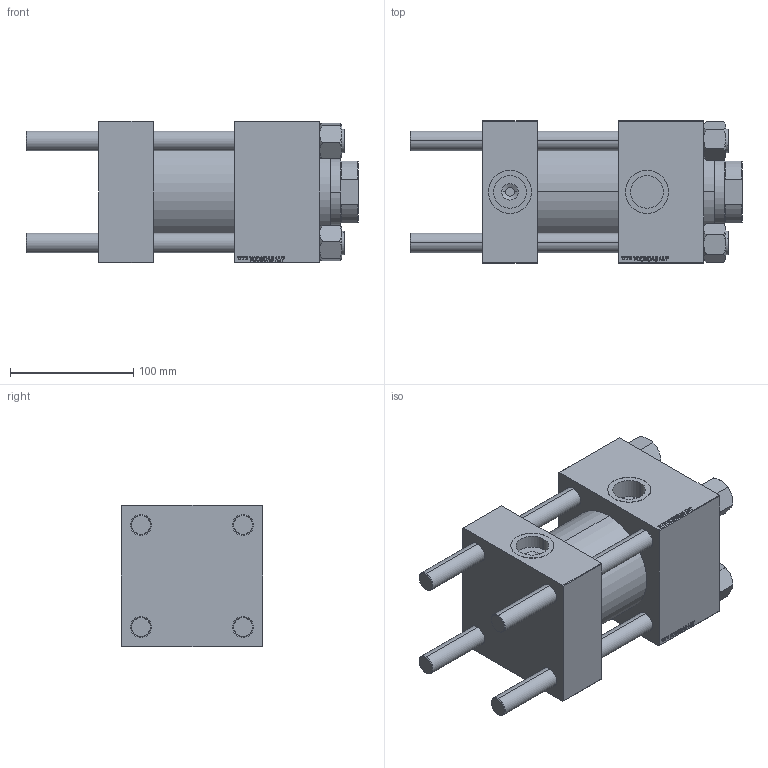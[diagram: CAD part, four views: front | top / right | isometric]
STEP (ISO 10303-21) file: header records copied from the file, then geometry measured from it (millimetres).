
FILE_DESCRIPTION (( 'STEP AP203' ), '1' );
FILE_NAME ('fb09.STEP', '2022-04-16T14:16:01', ( '' ), ( '' ), 'SwSTEP 2.0', 'SolidWorks 2019', '' );
FILE_SCHEMA (( 'CONFIG_CONTROL_DESIGN' ));
Length unit declared in the file: millimetre
Products named in the file (6): V215_VC_A 8636505968e2886ab09e72473240dafe; NUT_M5 8636505968e2886ab09e72473240dafe; fb09; V215CR_BODY_A 8636505968e2886ab09e72473240dafe; CR025_012_A_0_G_A_G_M_020_+#_##_TYCINKA 8636505968e2886ab09e72473240dafe; V215CR_VCP 8636505968e2886ab09e72473240dafe
Assembly tree (11 placements, depth 2):
  fb09
    V215CR_BODY_A 8636505968e2886ab09e72473240dafe
    CR025_012_A_0_G_A_G_M_020_+#_##_TYCINKA 8636505968e2886ab09e72473240dafe  x4
    NUT_M5 8636505968e2886ab09e72473240dafe  x4
    V215CR_VCP 8636505968e2886ab09e72473240dafe
    V215_VC_A 8636505968e2886ab09e72473240dafe
Bounding box: 269 x 115 x 115 mm (x, y, z)
Volume: 1941040.5 mm3; surface area: 306595.6 mm2
Topology: 11 solids, 11 shells, 1185 faces, 3012 edges, 1961 vertices
Faces by surface type: plane 569, bspline 392, cone 136, cylinder 80, torus 8
Entity records: 50374 total; most frequent: CARTESIAN_POINT 27103, ORIENTED_EDGE 5288, DIRECTION 3330, EDGE_CURVE 2644, VERTEX_POINT 1739, LINE 1606, VECTOR 1606, EDGE_LOOP 1157
